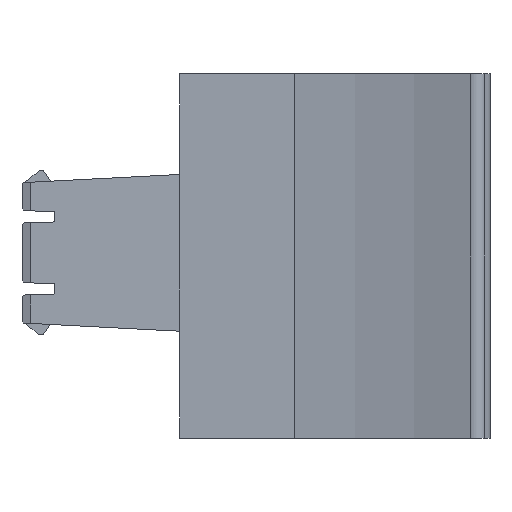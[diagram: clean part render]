
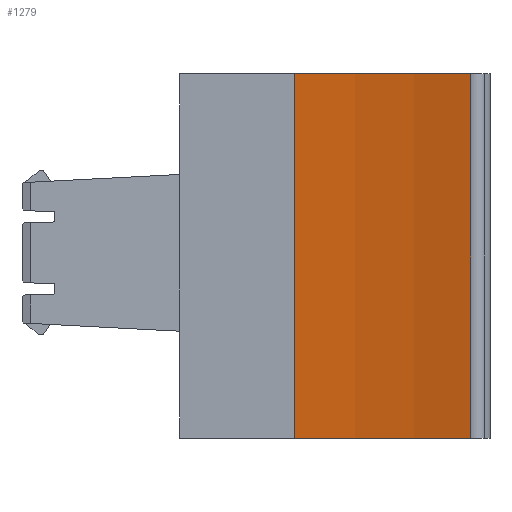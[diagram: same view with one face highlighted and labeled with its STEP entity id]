
A CAD part, front view. The second image highlights one B-rep face of the part: STEP entity #1279.
In plain terms, the highlighted cylindrical face has radius 61.6 mm (diameter 123.2 mm), a partial arc.
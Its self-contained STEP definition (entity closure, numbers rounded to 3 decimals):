
#20=CYLINDRICAL_SURFACE('',#1375,61.6);
#34=CIRCLE('',#1356,61.6);
#45=CIRCLE('',#1368,61.6);
#164=ORIENTED_EDGE('',*,*,#501,.F.);
#165=ORIENTED_EDGE('',*,*,#530,.F.);
#166=ORIENTED_EDGE('',*,*,#482,.T.);
#167=ORIENTED_EDGE('',*,*,#527,.T.);
#482=EDGE_CURVE('',#666,#665,#34,.T.);
#501=EDGE_CURVE('',#684,#685,#45,.T.);
#527=EDGE_CURVE('',#665,#685,#824,.T.);
#530=EDGE_CURVE('',#666,#684,#827,.T.);
#665=VERTEX_POINT('',#1891);
#666=VERTEX_POINT('',#1893);
#684=VERTEX_POINT('',#1930);
#685=VERTEX_POINT('',#1932);
#824=LINE('',#1981,#991);
#827=LINE('',#1985,#994);
#991=VECTOR('',#1574,1000.);
#994=VECTOR('',#1579,1000.);
#1088=EDGE_LOOP('',(#164,#165,#166,#167));
#1155=FACE_BOUND('',#1088,.T.);
#1279=ADVANCED_FACE('',(#1155),#20,.F.);
#1356=AXIS2_PLACEMENT_3D('',#1892,#1507,#1508);
#1368=AXIS2_PLACEMENT_3D('',#1931,#1539,#1540);
#1375=AXIS2_PLACEMENT_3D('',#1984,#1577,#1578);
#1507=DIRECTION('',(0.,0.,1.));
#1508=DIRECTION('',(1.,0.,0.));
#1539=DIRECTION('',(0.,0.,1.));
#1540=DIRECTION('',(1.,0.,0.));
#1574=DIRECTION('',(0.,0.,-1.));
#1577=DIRECTION('',(0.,0.,-1.));
#1578=DIRECTION('',(-1.,0.,0.));
#1579=DIRECTION('',(0.,0.,-1.));
#1891=CARTESIAN_POINT('',(-18.6,2.259,16.9));
#1892=CARTESIAN_POINT('',(-25.07,-59.,16.9));
#1893=CARTESIAN_POINT('',(-1.953,-1.902,16.9));
#1930=CARTESIAN_POINT('',(-1.953,-1.902,-17.5));
#1931=CARTESIAN_POINT('',(-25.07,-59.,-17.5));
#1932=CARTESIAN_POINT('',(-18.6,2.259,-17.5));
#1981=CARTESIAN_POINT('',(-18.6,2.259,16.9));
#1984=CARTESIAN_POINT('',(-25.07,-59.,16.9));
#1985=CARTESIAN_POINT('',(-1.953,-1.902,16.9));
